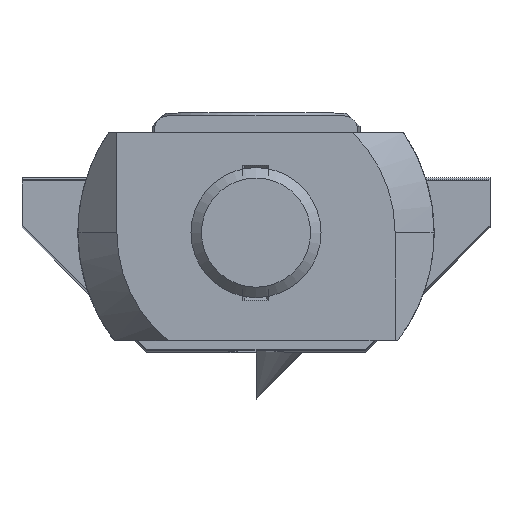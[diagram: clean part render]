
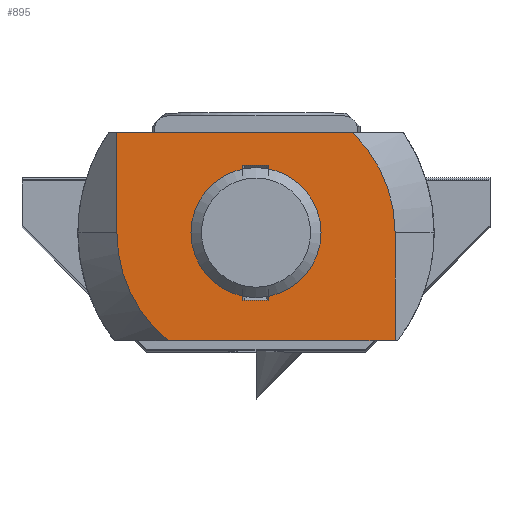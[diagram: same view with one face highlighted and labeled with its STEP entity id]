
A CAD part, top view. The second image highlights one B-rep face of the part: STEP entity #895.
In plain terms, the highlighted planar face has unit normal (0, 0, 1).
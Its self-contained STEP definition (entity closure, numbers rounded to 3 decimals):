
#895=ADVANCED_FACE('',(#1159,#1160),#1161,.F.);
#1159=FACE_BOUND('',#1647,.T.);
#1160=FACE_OUTER_BOUND('',#1648,.T.);
#1161=PLANE('',#1649);
#1647=EDGE_LOOP('',(#2231,#2232,#2233,#2234,#2235,#2236,#2237,#2238));
#1648=EDGE_LOOP('',(#2239,#2240,#2241,#2242,#2243,#2244));
#1649=AXIS2_PLACEMENT_3D('',#2245,#2246,#2247);
#2231=ORIENTED_EDGE('',*,*,#4106,.T.);
#2232=ORIENTED_EDGE('',*,*,#4108,.F.);
#2233=ORIENTED_EDGE('',*,*,#4109,.F.);
#2234=ORIENTED_EDGE('',*,*,#4101,.T.);
#2235=ORIENTED_EDGE('',*,*,#4110,.F.);
#2236=ORIENTED_EDGE('',*,*,#4111,.F.);
#2237=ORIENTED_EDGE('',*,*,#4112,.F.);
#2238=ORIENTED_EDGE('',*,*,#4098,.T.);
#2239=ORIENTED_EDGE('',*,*,#4113,.F.);
#2240=ORIENTED_EDGE('',*,*,#4114,.F.);
#2241=ORIENTED_EDGE('',*,*,#4115,.F.);
#2242=ORIENTED_EDGE('',*,*,#4116,.F.);
#2243=ORIENTED_EDGE('',*,*,#4117,.F.);
#2244=ORIENTED_EDGE('',*,*,#4118,.F.);
#2245=CARTESIAN_POINT('',(6.066,-4.15,8.1));
#2246=DIRECTION('',(0.,0.,-1.0));
#2247=DIRECTION('',(-1.0,0.0,0.));
#4098=EDGE_CURVE('',#4772,#4773,#4774,.T.);
#4101=EDGE_CURVE('',#4779,#4777,#4780,.T.);
#4106=EDGE_CURVE('',#4773,#4786,#4789,.F.);
#4108=EDGE_CURVE('',#4791,#4786,#4792,.F.);
#4109=EDGE_CURVE('',#4779,#4791,#4793,.F.);
#4110=EDGE_CURVE('',#4794,#4777,#4795,.F.);
#4111=EDGE_CURVE('',#4796,#4794,#4797,.T.);
#4112=EDGE_CURVE('',#4772,#4796,#4798,.T.);
#4113=EDGE_CURVE('',#4799,#4800,#4801,.T.);
#4114=EDGE_CURVE('',#4802,#4799,#4803,.T.);
#4115=EDGE_CURVE('',#4804,#4802,#4805,.T.);
#4116=EDGE_CURVE('',#4806,#4804,#4807,.F.);
#4117=EDGE_CURVE('',#4808,#4806,#4809,.T.);
#4118=EDGE_CURVE('',#4800,#4808,#4810,.F.);
#4772=VERTEX_POINT('',#5974);
#4773=VERTEX_POINT('',#5975);
#4774=CIRCLE('',#5976,2.0);
#4777=VERTEX_POINT('',#5979);
#4779=VERTEX_POINT('',#5981);
#4780=CIRCLE('',#5982,2.0);
#4786=VERTEX_POINT('',#5988);
#4789=LINE('',#5992,#5993);
#4791=VERTEX_POINT('',#5996);
#4792=LINE('',#5997,#5998);
#4793=LINE('',#5999,#6000);
#4794=VERTEX_POINT('',#6001);
#4795=LINE('',#6002,#6003);
#4796=VERTEX_POINT('',#6004);
#4797=LINE('',#6005,#6006);
#4798=LINE('',#6007,#6008);
#4799=VERTEX_POINT('',#6009);
#4800=VERTEX_POINT('',#6010);
#4801=LINE('',#6011,#6012);
#4802=VERTEX_POINT('',#6013);
#4803=CIRCLE('',#6014,5.35);
#4804=VERTEX_POINT('',#6015);
#4805=LINE('',#6016,#6017);
#4806=VERTEX_POINT('',#6018);
#4807=LINE('',#6019,#6020);
#4808=VERTEX_POINT('',#6021);
#4809=CIRCLE('',#6022,5.35);
#4810=LINE('',#6023,#6024);
#5974=CARTESIAN_POINT('',(0.5,1.936,8.1));
#5975=CARTESIAN_POINT('',(0.5,-1.936,8.1));
#5976=AXIS2_PLACEMENT_3D('',#7939,#7940,#7941);
#5979=CARTESIAN_POINT('',(-0.5,1.936,8.1));
#5981=CARTESIAN_POINT('',(-0.5,-1.936,8.1));
#5982=AXIS2_PLACEMENT_3D('',#7948,#7949,#7950);
#5988=CARTESIAN_POINT('',(0.5,-2.6,8.1));
#5992=CARTESIAN_POINT('',(0.5,-2.6,8.1));
#5993=VECTOR('',#7961,1.0);
#5996=CARTESIAN_POINT('',(-0.5,-2.6,8.1));
#5997=CARTESIAN_POINT('',(6.066,-2.6,8.1));
#5998=VECTOR('',#7963,1.0);
#5999=CARTESIAN_POINT('',(-0.5,-4.15,8.1));
#6000=VECTOR('',#7964,1.0);
#6001=CARTESIAN_POINT('',(-0.5,2.6,8.1));
#6002=CARTESIAN_POINT('',(-0.5,-4.15,8.1));
#6003=VECTOR('',#7965,1.0);
#6004=CARTESIAN_POINT('',(0.5,2.6,8.1));
#6005=CARTESIAN_POINT('',(6.066,2.6,8.1));
#6006=VECTOR('',#7966,1.0);
#6007=CARTESIAN_POINT('',(0.5,-4.15,8.1));
#6008=VECTOR('',#7967,1.0);
#6009=CARTESIAN_POINT('',(-5.35,0.,8.1));
#6010=CARTESIAN_POINT('',(-5.35,3.85,8.1));
#6011=CARTESIAN_POINT('',(-5.35,-4.15,8.1));
#6012=VECTOR('',#7968,1.0);
#6013=CARTESIAN_POINT('',(-3.376,-4.15,8.1));
#6014=AXIS2_PLACEMENT_3D('',#7969,#7970,#7971);
#6015=CARTESIAN_POINT('',(5.35,-4.15,8.1));
#6016=CARTESIAN_POINT('',(6.066,-4.15,8.1));
#6017=VECTOR('',#7972,1.0);
#6018=CARTESIAN_POINT('',(5.35,0.,8.1));
#6019=CARTESIAN_POINT('',(5.35,-4.15,8.1));
#6020=VECTOR('',#7973,1.0);
#6021=CARTESIAN_POINT('',(3.715,3.85,8.1));
#6022=AXIS2_PLACEMENT_3D('',#7974,#7975,#7976);
#6023=CARTESIAN_POINT('',(6.066,3.85,8.1));
#6024=VECTOR('',#7977,1.0);
#7939=CARTESIAN_POINT('',(0.,0.,8.1));
#7940=DIRECTION('',(0.,0.,-1.0));
#7941=DIRECTION('',(-1.0,0.0,0.));
#7948=CARTESIAN_POINT('',(0.,0.,8.1));
#7949=DIRECTION('',(0.,0.,-1.0));
#7950=DIRECTION('',(-1.0,0.0,0.));
#7961=DIRECTION('',(0.,1.0,0.));
#7963=DIRECTION('',(-1.0,0.0,0.));
#7964=DIRECTION('',(0.,1.0,0.));
#7965=DIRECTION('',(0.,1.0,0.));
#7966=DIRECTION('',(-1.0,0.0,0.));
#7967=DIRECTION('',(0.,1.0,0.));
#7968=DIRECTION('',(0.,1.0,0.));
#7969=CARTESIAN_POINT('',(0.,0.,8.1));
#7970=DIRECTION('',(0.0,0.0,-1.0));
#7971=DIRECTION('',(-1.0,0.0,0.0));
#7972=DIRECTION('',(-1.0,0.0,0.));
#7973=DIRECTION('',(0.,1.0,0.));
#7974=CARTESIAN_POINT('',(0.,0.,8.1));
#7975=DIRECTION('',(0.0,0.0,-1.0));
#7976=DIRECTION('',(-1.0,0.0,0.0));
#7977=DIRECTION('',(-1.0,0.0,0.));
